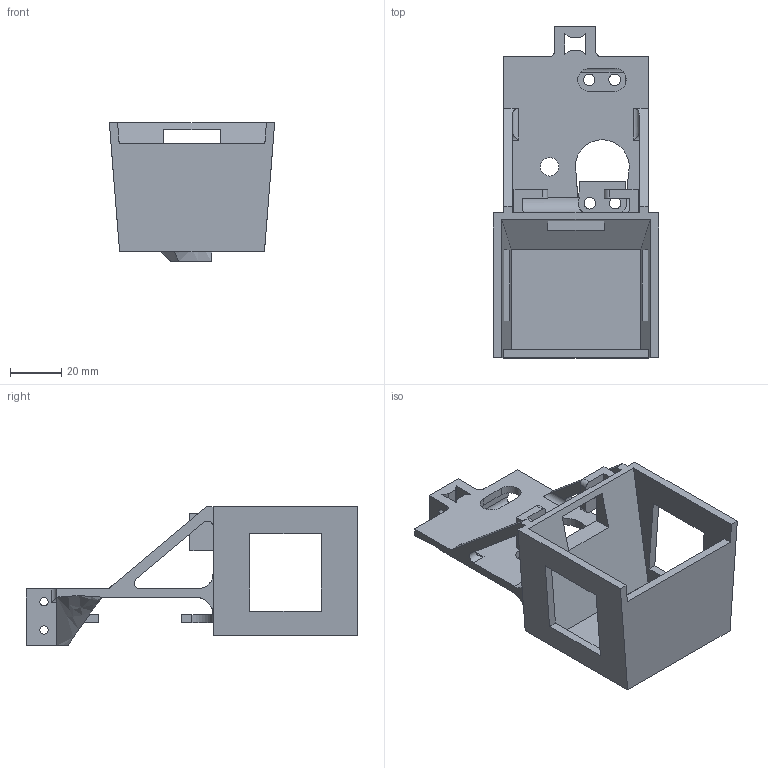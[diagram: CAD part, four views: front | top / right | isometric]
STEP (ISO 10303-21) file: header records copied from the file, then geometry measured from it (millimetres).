
FILE_DESCRIPTION(/* description */ (''),/* implementation_level */ '2;1');
FILE_NAME(/* name */ '',/* time_stamp */ '2025-01-18T18:21:13+03:00',/* author */ ('Phantom'),/* organization */ (''),/* preprocessor_version */ 'ST-DEVELOPER v20',/* originating_system */ 'Autodesk Inventor 2025',/* authorisation */ '');
FILE_SCHEMA (('AUTOMOTIVE_DESIGN { 1 0 10303 214 3 1 1 }'));
Length unit declared in the file: millimetre
Products named in the file (1): ведро
Bounding box: 64.4 x 129.23 x 54.07 mm (x, y, z)
Volume: 68301.5 mm3; surface area: 36047.1 mm2
Topology: 1 solids, 1 shells, 127 faces, 383 edges, 262 vertices
Faces by surface type: plane 81, cylinder 44, bspline 2
Full cylindrical faces by diameter (mm): 3.2 x4, 4.2 x2, 4.5 x4, 7.211 x1
Entity records: 4631 total; most frequent: CARTESIAN_POINT 1039, ORIENTED_EDGE 758, DIRECTION 688, EDGE_CURVE 379, LINE 282, VECTOR 282, VERTEX_POINT 251, AXIS2_PLACEMENT_3D 203
